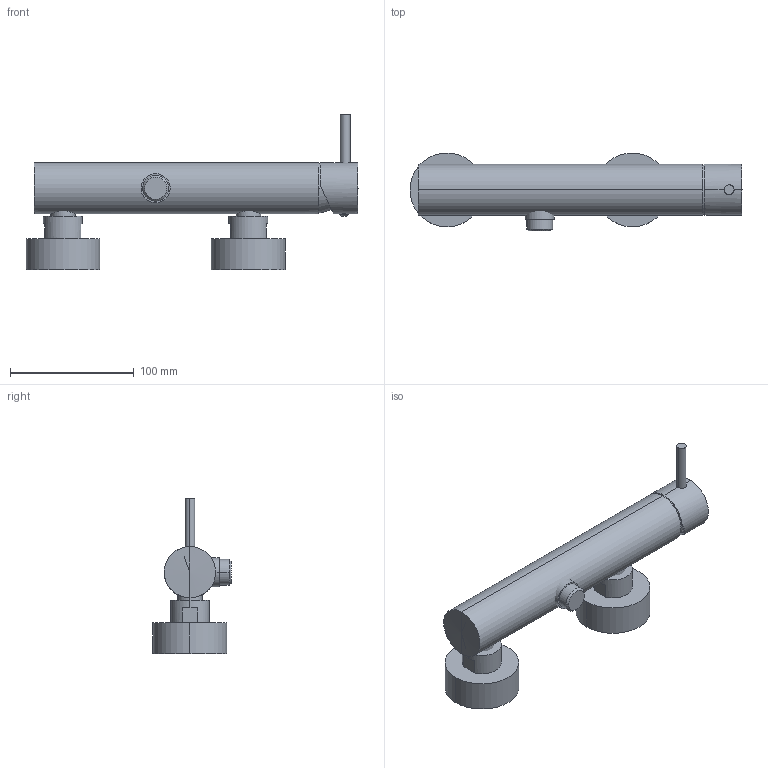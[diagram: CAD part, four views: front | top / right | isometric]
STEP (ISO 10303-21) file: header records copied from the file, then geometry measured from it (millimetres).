
FILE_DESCRIPTION((''),'2;1');
FILE_NAME('LIG168CR','2021-01-14T15:04:52',('ut3'),('PAFFONI SpA'),'CREO PARAMETRIC BY PTC INC, 2020044','CREO PARAMETRIC BY PTC INC, 2020044','');
FILE_SCHEMA(('CONFIG_CONTROL_DESIGN','SHAPE_APPEARANCE_LAYERS_GROUPS'));
Length unit declared in the file: millimetre
Products named in the file (1): LIG168CR
Bounding box: 268.51 x 63.1 x 125.42 mm (x, y, z)
Surface area: 69803.7 mm2 (no closed solid volume)
Topology: 0 solids, 13 shells, 56 faces, 142 edges, 89 vertices
Faces by surface type: cylinder 24, plane 20, cone 6, bspline 4, sphere 2
Entity records: 2386 total; most frequent: CARTESIAN_POINT 581, DIRECTION 300, ORIENTED_EDGE 234, EDGE_CURVE 136, AXIS2_PLACEMENT_3D 124, VERTEX_POINT 89, CIRCLE 72, FILL_AREA_STYLE_COLOUR 63
